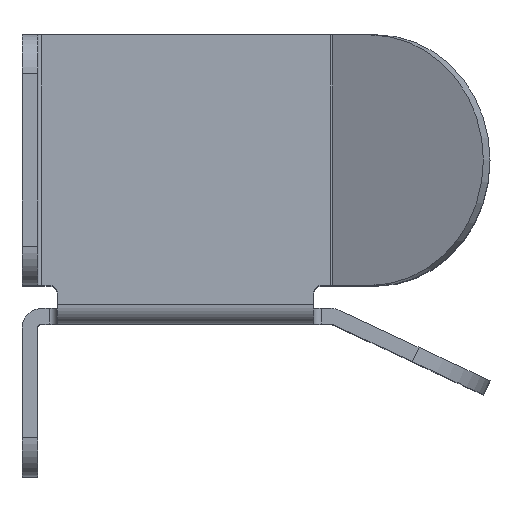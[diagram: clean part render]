
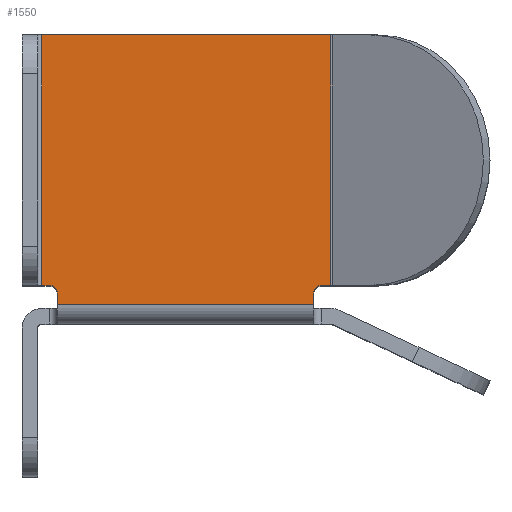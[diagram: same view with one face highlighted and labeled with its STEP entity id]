
A CAD part, top view. The second image highlights one B-rep face of the part: STEP entity #1550.
In plain terms, the highlighted planar face has unit normal (0, 0, 1).
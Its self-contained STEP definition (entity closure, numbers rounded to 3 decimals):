
#58=PLANE('',#1724);
#136=FACE_OUTER_BOUND('',#218,.T.);
#218=EDGE_LOOP('',(#1425,#1426,#1427,#1428,#1429,#1430,#1431,#1432,#1433,
#1434));
#225=LINE('',#2210,#377);
#231=LINE('',#2230,#383);
#238=LINE('',#2253,#390);
#317=LINE('',#2509,#469);
#332=LINE('',#2551,#484);
#364=LINE('',#2628,#516);
#365=LINE('',#2632,#517);
#369=LINE('',#2642,#521);
#377=VECTOR('',#1745,10.);
#383=VECTOR('',#1761,10.);
#390=VECTOR('',#1782,10.);
#469=VECTOR('',#2019,10.);
#484=VECTOR('',#2066,10.);
#516=VECTOR('',#2164,10.);
#517=VECTOR('',#2169,10.);
#521=VECTOR('',#2181,10.);
#524=CIRCLE('',#1573,2.);
#532=CIRCLE('',#1585,2.);
#601=VERTEX_POINT('',#2192);
#602=VERTEX_POINT('',#2194);
#608=VERTEX_POINT('',#2208);
#616=VERTEX_POINT('',#2227);
#617=VERTEX_POINT('',#2229);
#620=VERTEX_POINT('',#2237);
#626=VERTEX_POINT('',#2251);
#723=VERTEX_POINT('',#2506);
#724=VERTEX_POINT('',#2508);
#748=VERTEX_POINT('',#2630);
#753=EDGE_CURVE('',#601,#602,#524,.T.);
#761=EDGE_CURVE('',#601,#608,#225,.T.);
#770=EDGE_CURVE('',#617,#616,#231,.T.);
#775=EDGE_CURVE('',#620,#616,#532,.T.);
#782=EDGE_CURVE('',#620,#626,#238,.T.);
#908=EDGE_CURVE('',#724,#723,#317,.T.);
#930=EDGE_CURVE('',#608,#617,#332,.T.);
#970=EDGE_CURVE('',#626,#724,#364,.T.);
#972=EDGE_CURVE('',#723,#748,#365,.T.);
#977=EDGE_CURVE('',#748,#602,#369,.T.);
#1425=ORIENTED_EDGE('',*,*,#930,.T.);
#1426=ORIENTED_EDGE('',*,*,#770,.T.);
#1427=ORIENTED_EDGE('',*,*,#775,.F.);
#1428=ORIENTED_EDGE('',*,*,#782,.T.);
#1429=ORIENTED_EDGE('',*,*,#970,.T.);
#1430=ORIENTED_EDGE('',*,*,#908,.T.);
#1431=ORIENTED_EDGE('',*,*,#972,.T.);
#1432=ORIENTED_EDGE('',*,*,#977,.T.);
#1433=ORIENTED_EDGE('',*,*,#753,.F.);
#1434=ORIENTED_EDGE('',*,*,#761,.T.);
#1550=ADVANCED_FACE('',(#136),#58,.T.);
#1573=AXIS2_PLACEMENT_3D('',#2195,#1732,#1733);
#1585=AXIS2_PLACEMENT_3D('',#2239,#1770,#1771);
#1724=AXIS2_PLACEMENT_3D('',#2645,#2185,#2186);
#1732=DIRECTION('center_axis',(0.,0.,
1.));
#1733=DIRECTION('ref_axis',(0.707,0.707,0.));
#1745=DIRECTION('',(0.,-1.,0.));
#1761=DIRECTION('',(0.,1.,0.));
#1770=DIRECTION('center_axis',(0.,0.,
1.));
#1771=DIRECTION('ref_axis',(-0.707,0.707,0.));
#1782=DIRECTION('',(1.,0.,0.));
#2019=DIRECTION('',(-1.,0.,0.));
#2066=DIRECTION('',(1.,0.,0.));
#2164=DIRECTION('',(0.,1.,0.));
#2169=DIRECTION('',(0.,-1.,0.));
#2181=DIRECTION('',(1.,0.,0.));
#2185=DIRECTION('center_axis',(0.,0.,
1.));
#2186=DIRECTION('ref_axis',(0.,-1.,0.));
#2192=CARTESIAN_POINT('',(-31.,3.832,51.832));
#2194=CARTESIAN_POINT('',(-33.,5.832,51.832));
#2195=CARTESIAN_POINT('Origin',(-33.,3.832,51.832));
#2208=CARTESIAN_POINT('',(-31.,1.,51.832));
#2210=CARTESIAN_POINT('',(-31.,-82.168,51.832));
#2227=CARTESIAN_POINT('',(34.5,3.832,51.832));
#2229=CARTESIAN_POINT('',(34.5,1.,51.832));
#2230=CARTESIAN_POINT('',(34.5,-89.168,51.832));
#2237=CARTESIAN_POINT('',(36.5,5.832,51.832));
#2239=CARTESIAN_POINT('Origin',(36.5,3.832,51.832));
#2251=CARTESIAN_POINT('',(38.892,5.832,51.832));
#2253=CARTESIAN_POINT('',(36.807,5.832,51.832));
#2506=CARTESIAN_POINT('',(-35.,69.832,51.832));
#2508=CARTESIAN_POINT('',(38.892,69.832,51.832));
#2509=CARTESIAN_POINT('',(-36.,69.832,51.832));
#2551=CARTESIAN_POINT('',(4.057,1.,51.832));
#2628=CARTESIAN_POINT('',(38.892,-170.168,51.832));
#2630=CARTESIAN_POINT('',(-35.,5.832,51.832));
#2632=CARTESIAN_POINT('',(-35.,-110.168,51.832));
#2642=CARTESIAN_POINT('',(-0.443,5.832,51.832));
#2645=CARTESIAN_POINT('Origin',(39.113,-170.168,51.832));
